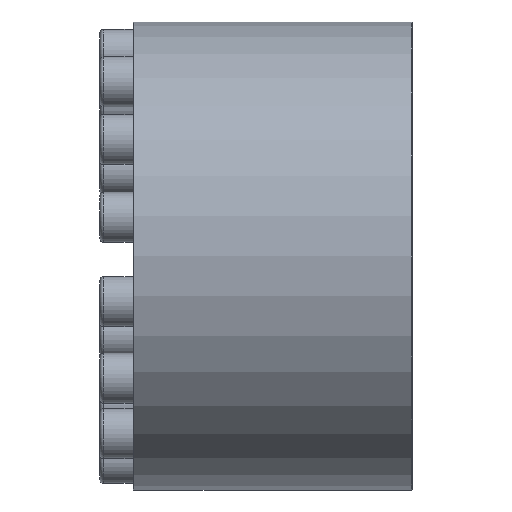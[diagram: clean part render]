
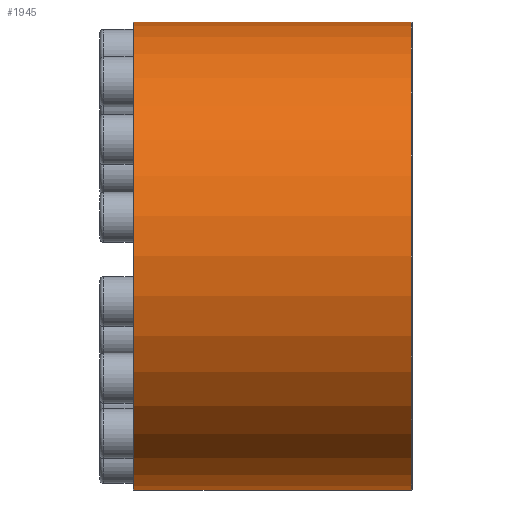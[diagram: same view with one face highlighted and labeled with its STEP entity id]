
A CAD part, front view. The second image highlights one B-rep face of the part: STEP entity #1945.
In plain terms, the highlighted cylindrical face has radius 112.5 mm (diameter 225 mm), a partial arc.
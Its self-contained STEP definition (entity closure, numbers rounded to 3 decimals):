
#28=CYLINDRICAL_SURFACE('',#2245,112.5);
#178=CIRCLE('',#2244,112.5);
#179=CIRCLE('',#2246,112.5);
#369=ORIENTED_EDGE('',*,*,#804,.F.);
#370=ORIENTED_EDGE('',*,*,#805,.T.);
#371=ORIENTED_EDGE('',*,*,#806,.T.);
#372=ORIENTED_EDGE('',*,*,#802,.F.);
#802=EDGE_CURVE('',#1016,#1017,#178,.T.);
#804=EDGE_CURVE('',#1018,#1016,#1179,.T.);
#805=EDGE_CURVE('',#1018,#1019,#179,.T.);
#806=EDGE_CURVE('',#1019,#1017,#1180,.T.);
#1016=VERTEX_POINT('',#3315);
#1017=VERTEX_POINT('',#3317);
#1018=VERTEX_POINT('',#3324);
#1019=VERTEX_POINT('',#3326);
#1179=LINE('',#3323,#1221);
#1180=LINE('',#3327,#1222);
#1221=VECTOR('',#2622,1000.);
#1222=VECTOR('',#2625,1000.);
#1289=EDGE_LOOP('',(#369,#370,#371,#372));
#1619=FACE_BOUND('',#1289,.T.);
#1945=ADVANCED_FACE('',(#1619),#28,.T.);
#2244=AXIS2_PLACEMENT_3D('',#3316,#2618,#2619);
#2245=AXIS2_PLACEMENT_3D('',#3322,#2620,#2621);
#2246=AXIS2_PLACEMENT_3D('',#3325,#2623,#2624);
#2618=DIRECTION('',(1.,0.,0.));
#2619=DIRECTION('',(0.,0.,-1.));
#2620=DIRECTION('',(1.,0.,0.));
#2621=DIRECTION('',(0.,0.,-1.));
#2622=DIRECTION('',(1.,0.,0.));
#2623=DIRECTION('',(1.,0.,0.));
#2624=DIRECTION('',(0.,0.,-1.));
#2625=DIRECTION('',(1.,0.,0.));
#3315=CARTESIAN_POINT('',(66.72,112.477,2.25));
#3316=CARTESIAN_POINT('',(66.72,0.,0.));
#3317=CARTESIAN_POINT('',(66.72,112.477,-2.25));
#3322=CARTESIAN_POINT('',(13.4,0.,0.));
#3323=CARTESIAN_POINT('',(13.4,112.477,2.25));
#3324=CARTESIAN_POINT('',(-66.72,112.477,2.25));
#3325=CARTESIAN_POINT('',(-66.72,0.,0.));
#3326=CARTESIAN_POINT('',(-66.72,112.477,-2.25));
#3327=CARTESIAN_POINT('',(13.4,112.477,-2.25));
